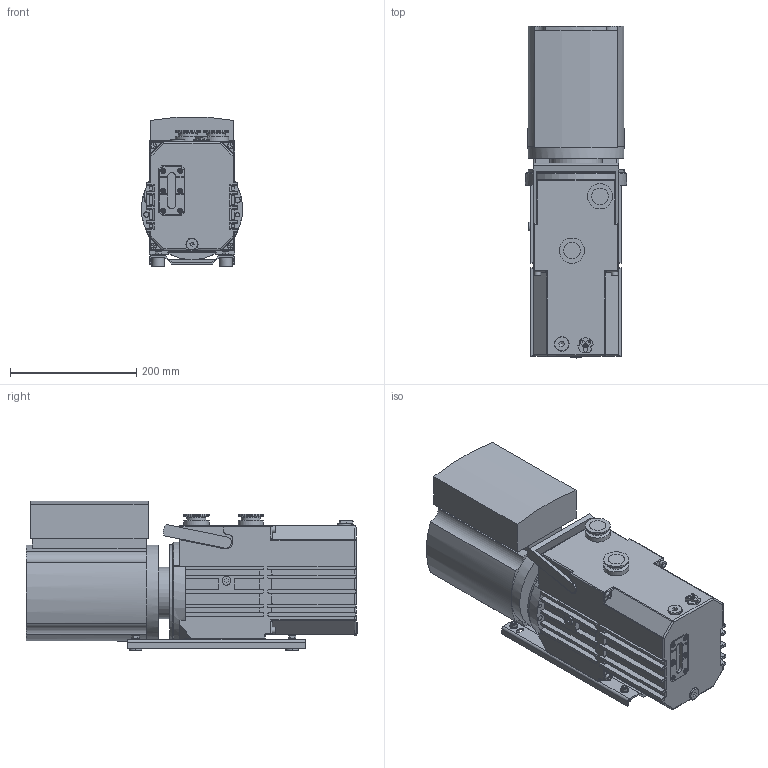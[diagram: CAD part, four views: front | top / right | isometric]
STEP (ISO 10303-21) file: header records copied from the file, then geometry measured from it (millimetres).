
FILE_DESCRIPTION((''),'2;1');
FILE_NAME('PK900293.stp','2010-04-26T15:49:39',('WANGORSCH-V'),(''),'Autodesk Inventor 2009','Autodesk Inventor 2009','');
FILE_SCHEMA(('CONFIG_CONTROL_DESIGN'));
Length unit declared in the file: millimetre
Products named in the file (1): PK900293_SW
Bounding box: 159.99 x 525 x 236.86 mm (x, y, z)
Volume: 12490109.7 mm3; surface area: 611926.4 mm2
Topology: 45 solids, 45 shells, 1180 faces, 2938 edges, 1862 vertices
Faces by surface type: plane 530, cylinder 386, bspline 176, cone 56, torus 22, sphere 10
Full cylindrical faces by diameter (mm): 3 x1, 4 x6, 5.54 x1, 6 x7, 6.4 x5, 7 x6, 8 x2, 9 x4, 10 x6, 12 x4, 13.157 x1, 14 x1, 16.662 x1, 18 x1, 22 x1, 26.2 x2, 30 x3, 40 x4, 81 x1, 151.983 x1
Entity records: 37787 total; most frequent: CARTESIAN_POINT 9989, DIRECTION 5398, ORIENTED_EDGE 5310, EDGE_CURVE 2655, AXIS2_PLACEMENT_3D 1963, VERTEX_POINT 1774, VECTOR 1472, LINE 1472
